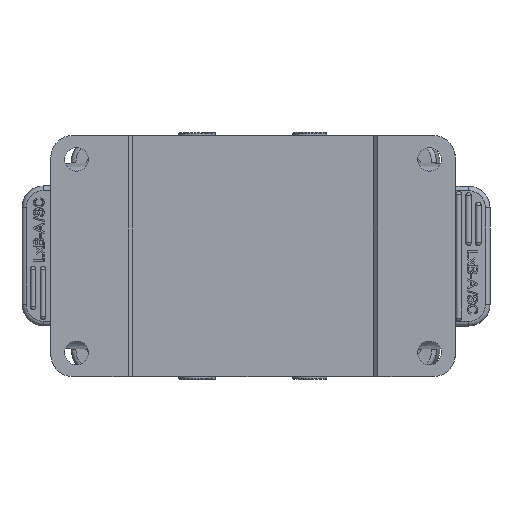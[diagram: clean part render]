
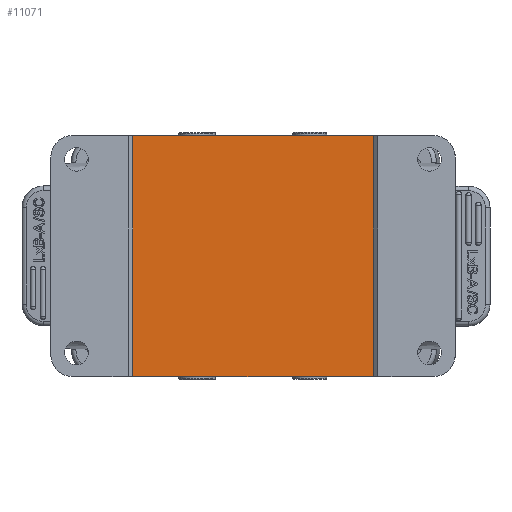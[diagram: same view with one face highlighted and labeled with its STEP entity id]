
A CAD part, front view. The second image highlights one B-rep face of the part: STEP entity #11071.
In plain terms, the highlighted planar face has unit normal (0, -1, 0).
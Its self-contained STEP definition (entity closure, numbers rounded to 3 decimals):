
#11071=ADVANCED_FACE('',(#13136),#11925,.F.);
#11925=PLANE('',#36228);
#13136=FACE_OUTER_BOUND('',#14696,.T.);
#14696=EDGE_LOOP('',(#24851,#24852,#24853,#24854));
#16579=LINE('',#55361,#18477);
#16580=LINE('',#55363,#18478);
#16581=LINE('',#55366,#18479);
#16582=LINE('',#55367,#18480);
#18477=VECTOR('',#42262,1.);
#18478=VECTOR('',#42265,1.);
#18479=VECTOR('',#42266,1.);
#18480=VECTOR('',#42267,1.);
#24851=ORIENTED_EDGE('',*,*,#32461,.F.);
#24852=ORIENTED_EDGE('',*,*,#32462,.F.);
#24853=ORIENTED_EDGE('',*,*,#32460,.T.);
#24854=ORIENTED_EDGE('',*,*,#32463,.F.);
#28815=VERTEX_POINT('',#55355);
#28818=VERTEX_POINT('',#55360);
#28819=VERTEX_POINT('',#55364);
#28820=VERTEX_POINT('',#55365);
#32460=EDGE_CURVE('',#28815,#28818,#16579,.T.);
#32461=EDGE_CURVE('',#28819,#28820,#16580,.T.);
#32462=EDGE_CURVE('',#28815,#28819,#16581,.T.);
#32463=EDGE_CURVE('',#28820,#28818,#16582,.T.);
#36228=AXIS2_PLACEMENT_3D('',#55368,#42268,#42269);
#42262=DIRECTION('',(0.,0.,-1.));
#42265=DIRECTION('',(0.,0.,-1.));
#42266=DIRECTION('',(1.,0.,0.));
#42267=DIRECTION('',(-1.,0.,0.));
#42268=DIRECTION('',(0.,1.,0.));
#42269=DIRECTION('',(0.,0.,1.));
#55355=CARTESIAN_POINT('',(18.986,-21.779,56.249));
#55360=CARTESIAN_POINT('',(18.986,-21.779,0.249));
#55361=CARTESIAN_POINT('',(18.986,-21.779,56.249));
#55363=CARTESIAN_POINT('',(74.986,-21.797,56.249));
#55364=CARTESIAN_POINT('',(74.986,-21.797,56.249));
#55365=CARTESIAN_POINT('',(74.986,-21.797,0.249));
#55366=CARTESIAN_POINT('',(18.986,-21.779,56.249));
#55367=CARTESIAN_POINT('',(74.986,-21.797,0.249));
#55368=CARTESIAN_POINT('',(46.986,-21.788,28.249));
